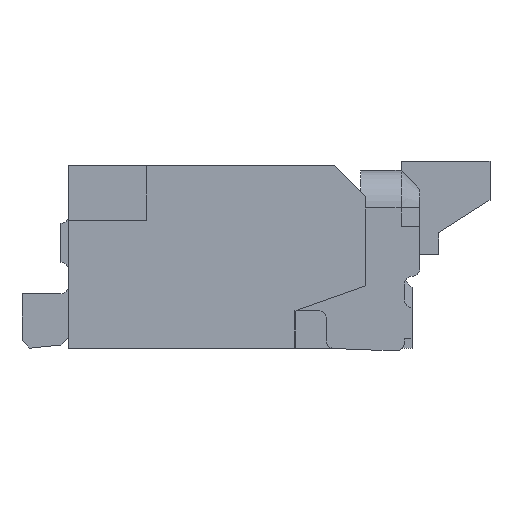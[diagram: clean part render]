
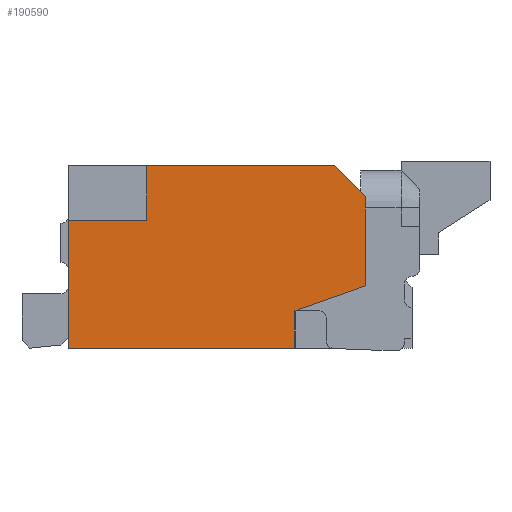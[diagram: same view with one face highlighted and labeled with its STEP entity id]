
A CAD part, front view. The second image highlights one B-rep face of the part: STEP entity #190590.
In plain terms, the highlighted planar face has unit normal (0, -1, 0).
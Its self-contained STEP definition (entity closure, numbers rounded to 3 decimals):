
#46420=CARTESIAN_POINT('',(0.541,-5.5,1.17));
#46430=VERTEX_POINT('',#46420);
#46460=CARTESIAN_POINT('',(-0.399,-5.5,1.17));
#46470=DIRECTION('',(-1.,0.,0.));
#46480=VECTOR('',#46470,1.);
#46490=LINE('',#46460,#46480);
#46500=CARTESIAN_POINT('',(-0.659,-5.5,1.17));
#46510=VERTEX_POINT('',#46500);
#46520=EDGE_CURVE('',#46430,#46510,#46490,.T.);
#49280=CARTESIAN_POINT('',(-1.159,-5.5,0.82));
#49290=VERTEX_POINT('',#49280);
#49320=CARTESIAN_POINT('',(-1.159,-5.5,
0.));
#49330=DIRECTION('',(0.,0.,1.));
#49340=VECTOR('',#49330,1.);
#49350=LINE('',#49320,#49340);
#49360=CARTESIAN_POINT('',(-1.159,-5.5,
0.));
#49370=VERTEX_POINT('',#49360);
#49380=EDGE_CURVE('',#49370,#49290,#49350,.T.);
#131880=CARTESIAN_POINT('',(-1.159,-5.5,
0.));
#131890=DIRECTION('',(1.,0.,0.));
#131900=VECTOR('',#131890,1.);
#131910=LINE('',#131880,#131900);
#131920=CARTESIAN_POINT('',(0.291,-5.5,
0.));
#131930=VERTEX_POINT('',#131920);
#131940=EDGE_CURVE('',#49370,#131930,#131910,.T.);
#189860=CARTESIAN_POINT('',(-0.659,-5.5,0.82));
#189870=VERTEX_POINT('',#189860);
#189900=CARTESIAN_POINT('',(-1.159,-5.5,0.82));
#189910=DIRECTION('',(-1.,0.,0.));
#189920=VECTOR('',#189910,1.);
#189930=LINE('',#189900,#189920);
#189940=EDGE_CURVE('',#189870,#49290,#189930,.T.);
#190050=CARTESIAN_POINT('',(-0.659,-5.5,
0.));
#190060=DIRECTION('',(0.,0.,1.));
#190070=VECTOR('',#190060,1.);
#190080=LINE('',#190050,#190070);
#190090=EDGE_CURVE('',#189870,#46510,#190080,.T.);
#190170=CARTESIAN_POINT('',(-1.159,-5.5,
0.));
#190180=DIRECTION('',(0.,-1.,0.));
#190190=DIRECTION('',(1.,0.,0.));
#190200=AXIS2_PLACEMENT_3D('',#190170,#190180,#190190);
#190210=PLANE('',#190200);
#190220=ORIENTED_EDGE('',*,*,#190090,.F.);
#190230=ORIENTED_EDGE('',*,*,#46520,.T.);
#190240=CARTESIAN_POINT('',(1.711,-5.5,
0.));
#190250=DIRECTION('',(0.707,0.,
-0.707));
#190260=VECTOR('',#190250,1.);
#190270=LINE('',#190240,#190260);
#190280=CARTESIAN_POINT('',(0.741,-5.5,0.97));
#190290=VERTEX_POINT('',#190280);
#190300=EDGE_CURVE('',#46430,#190290,#190270,.T.);
#190310=ORIENTED_EDGE('',*,*,#190300,.F.);
#190320=CARTESIAN_POINT('',(0.741,-5.5,
0.));
#190330=DIRECTION('',(0.,0.,1.));
#190340=VECTOR('',#190330,1.);
#190350=LINE('',#190320,#190340);
#190360=CARTESIAN_POINT('',(0.741,-5.5,0.4));
#190370=VERTEX_POINT('',#190360);
#190380=EDGE_CURVE('',#190370,#190290,#190350,.T.);
#190390=ORIENTED_EDGE('',*,*,#190380,.T.);
#190400=CARTESIAN_POINT('',(-1.159,-5.5,
-0.276));
#190410=DIRECTION('',(-0.942,0.,
-0.335));
#190420=VECTOR('',#190410,1.);
#190430=LINE('',#190400,#190420);
#190440=CARTESIAN_POINT('',(0.291,-5.5,0.24));
#190450=VERTEX_POINT('',#190440);
#190460=EDGE_CURVE('',#190370,#190450,#190430,.T.);
#190470=ORIENTED_EDGE('',*,*,#190460,.F.);
#190480=CARTESIAN_POINT('',(0.291,-5.5,
0.));
#190490=DIRECTION('',(0.,0.,-1.));
#190500=VECTOR('',#190490,1.);
#190510=LINE('',#190480,#190500);
#190520=EDGE_CURVE('',#190450,#131930,#190510,.T.);
#190530=ORIENTED_EDGE('',*,*,#190520,.F.);
#190540=ORIENTED_EDGE('',*,*,#131940,.T.);
#190550=ORIENTED_EDGE('',*,*,#49380,.F.);
#190560=ORIENTED_EDGE('',*,*,#189940,.T.);
#190570=EDGE_LOOP('',(#190560,#190550,#190540,#190530,#190470,#190390,
#190310,#190230,#190220));
#190580=FACE_OUTER_BOUND('',#190570,.T.);
#190590=ADVANCED_FACE('',(#190580),#190210,.T.);
